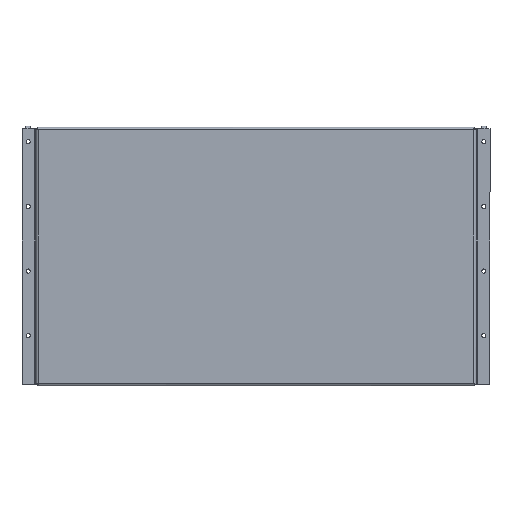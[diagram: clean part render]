
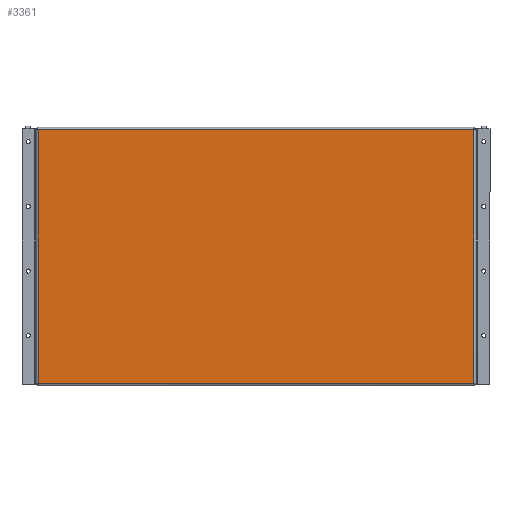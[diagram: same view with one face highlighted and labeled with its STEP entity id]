
A CAD part, front view. The second image highlights one B-rep face of the part: STEP entity #3361.
In plain terms, the highlighted planar face has unit normal (0, -1, 0).
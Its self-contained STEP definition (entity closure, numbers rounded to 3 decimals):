
#82 = VECTOR ( 'NONE', #1001, 1000. ) ;
#84 = CARTESIAN_POINT ( 'NONE',  ( 677., 0., 392. ) ) ;
#87 = FACE_OUTER_BOUND ( 'NONE', #1956, .T. ) ;
#159 = ORIENTED_EDGE ( 'NONE', *, *, #2213, .T. ) ;
#202 = DIRECTION ( 'NONE',  ( 0., 0., -1. ) ) ;
#203 = DIRECTION ( 'NONE',  ( 0., 0., -1. ) ) ;
#240 = CARTESIAN_POINT ( 'NONE',  ( 4., 0., 392. ) ) ;
#417 = DIRECTION ( 'NONE',  ( -1., 0., 0. ) ) ;
#430 = EDGE_CURVE ( 'NONE', #1538, #2068, #3333, .T. ) ;
#503 = DIRECTION ( 'NONE',  ( 0., -1., 0. ) ) ;
#519 = CARTESIAN_POINT ( 'NONE',  ( 0., 0., 392. ) ) ;
#555 = ORIENTED_EDGE ( 'NONE', *, *, #2315, .F. ) ;
#568 = ORIENTED_EDGE ( 'NONE', *, *, #2428, .T. ) ;
#765 = DIRECTION ( 'NONE',  ( -1., 0., 0. ) ) ;
#897 = CARTESIAN_POINT ( 'NONE',  ( 0., 0., 392. ) ) ;
#918 = VERTEX_POINT ( 'NONE', #2350 ) ;
#1001 = DIRECTION ( 'NONE',  ( 0., 0., -1. ) ) ;
#1244 = LINE ( 'NONE', #3062, #1381 ) ;
#1280 = CARTESIAN_POINT ( 'NONE',  ( 677., 0., 0. ) ) ;
#1381 = VECTOR ( 'NONE', #417, 1000. ) ;
#1538 = VERTEX_POINT ( 'NONE', #84 ) ;
#1597 = VECTOR ( 'NONE', #202, 1000. ) ;
#1732 = AXIS2_PLACEMENT_3D ( 'NONE', #897, #503, #203 ) ;
#1891 = LINE ( 'NONE', #519, #3256 ) ;
#1956 = EDGE_LOOP ( 'NONE', ( #555, #2267, #568, #159 ) ) ;
#2068 = VERTEX_POINT ( 'NONE', #1280 ) ;
#2213 = EDGE_CURVE ( 'NONE', #2353, #918, #2576, .T. ) ;
#2267 = ORIENTED_EDGE ( 'NONE', *, *, #430, .F. ) ;
#2315 = EDGE_CURVE ( 'NONE', #2068, #918, #1244, .T. ) ;
#2350 = CARTESIAN_POINT ( 'NONE',  ( 4., 0., 0. ) ) ;
#2353 = VERTEX_POINT ( 'NONE', #2825 ) ;
#2428 = EDGE_CURVE ( 'NONE', #1538, #2353, #1891, .T. ) ;
#2563 = CARTESIAN_POINT ( 'NONE',  ( 677., 0., 392. ) ) ;
#2576 = LINE ( 'NONE', #240, #1597 ) ;
#2825 = CARTESIAN_POINT ( 'NONE',  ( 4., 0., 392. ) ) ;
#3062 = CARTESIAN_POINT ( 'NONE',  ( 0., 0., 0. ) ) ;
#3256 = VECTOR ( 'NONE', #765, 1000. ) ;
#3263 = PLANE ( 'NONE',  #1732 ) ;
#3333 = LINE ( 'NONE', #2563, #82 ) ;
#3361 = ADVANCED_FACE ( 'NONE', ( #87 ), #3263, .T. ) ;
